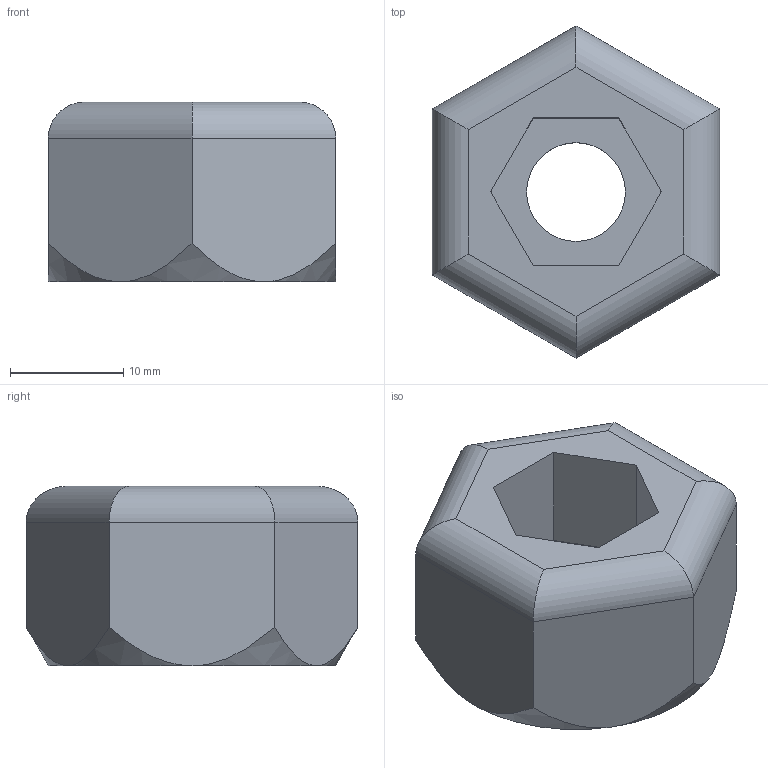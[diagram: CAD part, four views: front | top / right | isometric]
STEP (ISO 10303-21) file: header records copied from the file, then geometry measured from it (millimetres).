
FILE_DESCRIPTION((''),'2;1');
FILE_NAME('TOP NUT.ipt.step','2013-12-08T06:22:27',(''),(''),'Autodesk Inventor 2013','Autodesk Inventor 2013','');
FILE_SCHEMA(('AUTOMOTIVE_DESIGN { 1 0 10303 214 1 1 1 1 }'));
Length unit declared in the file: inch
Products named in the file (1): TOP NUT
Bounding box: 25.4 x 29.33 x 15.88 mm (x, y, z)
Volume: 6845 mm3; surface area: 2824.8 mm2
Topology: 1 solids, 1 shells, 28 faces, 63 edges, 38 vertices
Faces by surface type: plane 15, cylinder 7, cone 6
Full cylindrical faces by diameter (mm): 8.731 x1
Entity records: 780 total; most frequent: CARTESIAN_POINT 153, ORIENTED_EDGE 124, DIRECTION 122, EDGE_CURVE 62, AXIS2_PLACEMENT_3D 43, VERTEX_POINT 38, VECTOR 36, LINE 36
